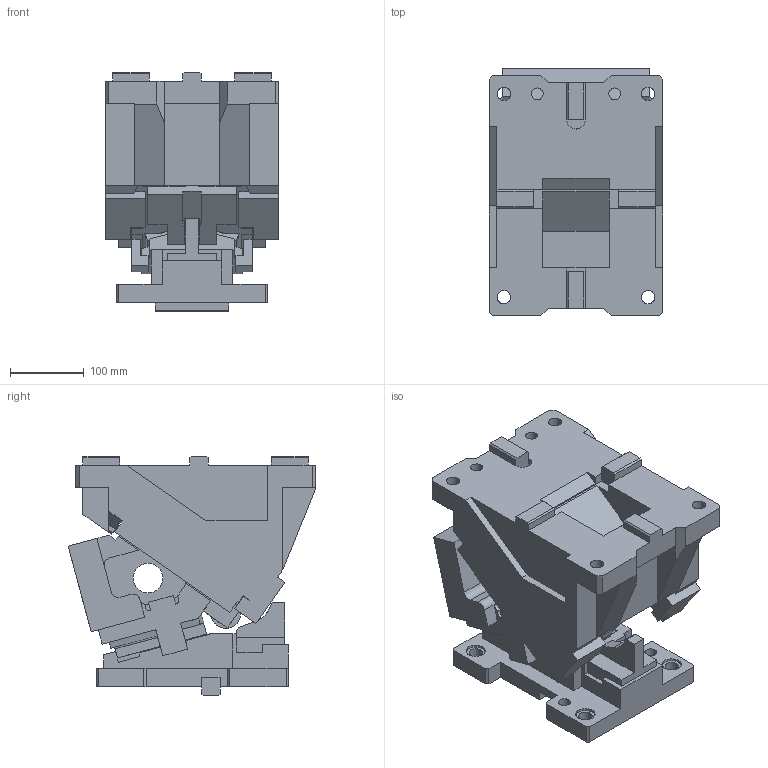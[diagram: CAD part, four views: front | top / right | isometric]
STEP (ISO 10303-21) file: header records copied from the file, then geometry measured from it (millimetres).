
FILE_DESCRIPTION(('CATIA V5 STEP Exchange'),'2;1');
FILE_NAME('CACN_F_200_15.stp','2015-04-24T09:58:23+00:00',('none'),('none'),'CATIA Version 5 Release 19 SP 2 (IN-10)','CATIA V5 STEP AP203','none');
FILE_SCHEMA(('CONFIG_CONTROL_DESIGN'));
Length unit declared in the file: millimetre
Products named in the file (1): CACN_F_200_15
Bounding box: 235 x 334.82 x 324 mm (x, y, z)
Volume: 13046552.3 mm3; surface area: 880186.1 mm2
Topology: 3 solids, 3 shells, 516 faces, 1474 edges, 974 vertices
Faces by surface type: plane 420, cylinder 94, cone 2
Entity records: 17549 total; most frequent: CARTESIAN_POINT 4452, ORIENTED_EDGE 2944, DIRECTION 2275, EDGE_CURVE 1472, VECTOR 1254, LINE 1254, VERTEX_POINT 974, AXIS2_PLACEMENT_3D 567
